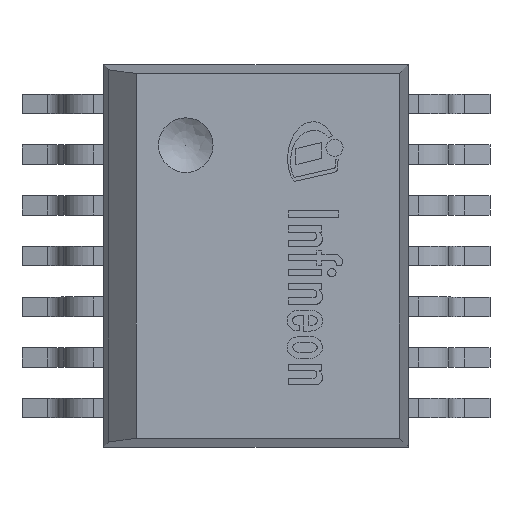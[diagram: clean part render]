
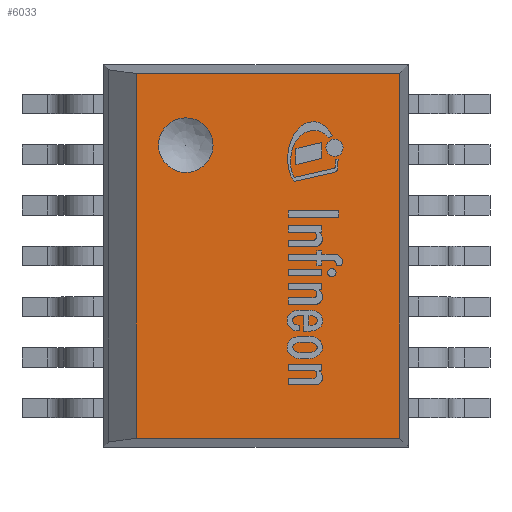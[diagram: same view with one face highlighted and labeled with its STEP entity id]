
A CAD part, top view. The second image highlights one B-rep face of the part: STEP entity #6033.
In plain terms, the highlighted planar face has unit normal (0, 0, 1).
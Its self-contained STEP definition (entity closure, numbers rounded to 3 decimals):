
#74=FACE_BOUND('',#906,.T.);
#194=CIRCLE('',#6521,0.35);
#558=FACE_OUTER_BOUND('',#905,.T.);
#905=EDGE_LOOP('',(#4986,#4987,#4988,#4989));
#906=EDGE_LOOP('',(#4990));
#1482=LINE('',#9410,#2174);
#1489=LINE('',#9423,#2181);
#1492=LINE('',#9430,#2184);
#1496=LINE('',#9436,#2188);
#2174=VECTOR('',#7770,1000.);
#2181=VECTOR('',#7779,1000.);
#2184=VECTOR('',#7784,1000.);
#2188=VECTOR('',#7792,1000.);
#2790=VERTEX_POINT('',#9404);
#2791=VERTEX_POINT('',#9408);
#2792=VERTEX_POINT('',#9409);
#2797=VERTEX_POINT('',#9421);
#2800=VERTEX_POINT('',#9428);
#3548=EDGE_CURVE('',#2790,#2790,#194,.T.);
#3549=EDGE_CURVE('',#2791,#2792,#1482,.T.);
#3556=EDGE_CURVE('',#2792,#2797,#1489,.T.);
#3559=EDGE_CURVE('',#2797,#2800,#1492,.T.);
#3563=EDGE_CURVE('',#2791,#2800,#1496,.T.);
#4986=ORIENTED_EDGE('',*,*,#3563,.F.);
#4987=ORIENTED_EDGE('',*,*,#3549,.T.);
#4988=ORIENTED_EDGE('',*,*,#3556,.T.);
#4989=ORIENTED_EDGE('',*,*,#3559,.T.);
#4990=ORIENTED_EDGE('',*,*,#3548,.F.);
#5711=PLANE('',#6526);
#6033=ADVANCED_FACE('',(#558,#74),#5711,.T.);
#6521=AXIS2_PLACEMENT_3D('',#9406,#7766,#7767);
#6526=AXIS2_PLACEMENT_3D('',#9435,#7790,#7791);
#7766=DIRECTION('center_axis',(0.,0.,1.));
#7767=DIRECTION('ref_axis',(0.,-1.,0.));
#7770=DIRECTION('',(1.,0.,0.));
#7779=DIRECTION('',(0.,1.,0.));
#7784=DIRECTION('',(-1.,0.,0.));
#7790=DIRECTION('center_axis',(0.,0.,1.));
#7791=DIRECTION('ref_axis',(0.,-1.,0.));
#7792=DIRECTION('',(0.,1.,0.));
#9404=CARTESIAN_POINT('',(-0.9,1.77,1.7));
#9406=CARTESIAN_POINT('Origin',(-0.9,1.42,1.7));
#9408=CARTESIAN_POINT('',(-1.537,-2.338,1.7));
#9409=CARTESIAN_POINT('',(1.838,-2.338,1.7));
#9410=CARTESIAN_POINT('',(1.95,-2.338,1.7));
#9421=CARTESIAN_POINT('',(1.838,2.338,1.7));
#9423=CARTESIAN_POINT('',(1.838,2.45,1.7));
#9428=CARTESIAN_POINT('',(-1.537,2.338,1.7));
#9430=CARTESIAN_POINT('',(1.95,2.338,1.7));
#9435=CARTESIAN_POINT('Origin',(0.,0.,1.7));
#9436=CARTESIAN_POINT('',(-1.537,0.,1.7));
